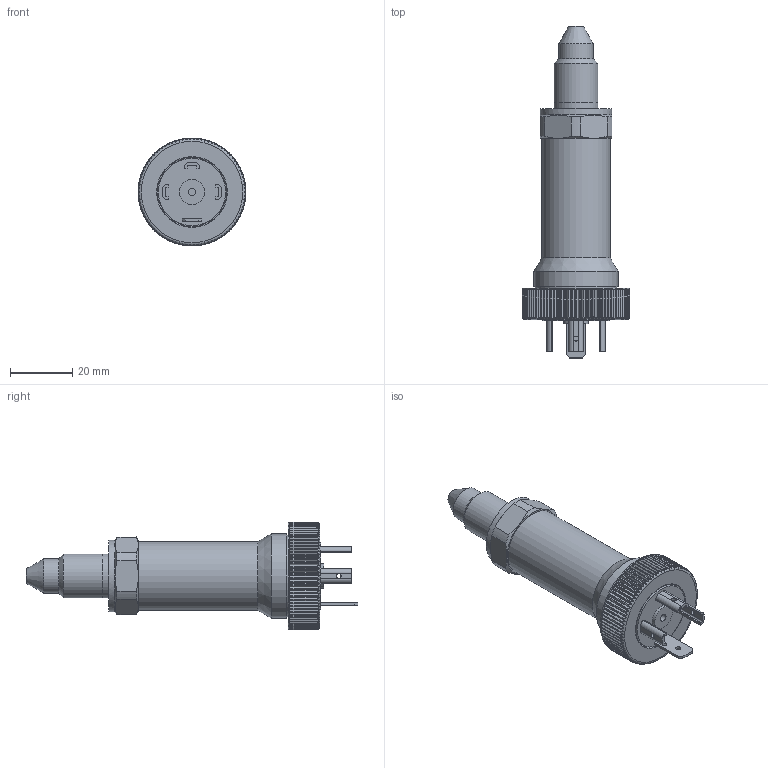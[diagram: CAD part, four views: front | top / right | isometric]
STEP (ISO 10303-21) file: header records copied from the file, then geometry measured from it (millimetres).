
FILE_DESCRIPTION( ( 'Unknown' ), '1' );
FILE_NAME( 'PBMx_xxxxxxxx4408xxx.stp', 'Unknown', ( 'Unknown' ), ( 'Unknown' ), 'PSStep 15.0.49', 'Unknown', ' ' );
FILE_SCHEMA( ( 'AUTOMOTIVE_DESIGN { 1 0 10303 214 1 1 1 1 }' ) );
Length unit declared in the file: millimetre
Products named in the file (1): 11016276
Bounding box: 34.5 x 106.35 x 34.5 mm (x, y, z)
Volume: 36489 mm3; surface area: 9231.2 mm2
Topology: 1 solids, 1 shells, 365 faces, 1046 edges, 696 vertices
Faces by surface type: plane 321, cylinder 35, cone 5, torus 4
Full cylindrical faces by diameter (mm): 1.6 x4, 2.459 x1, 3.2 x1, 8 x1, 11 x1, 14 x2, 21.5 x1, 22 x2, 22.9 x1, 26 x1, 27 x1, 34.5 x1
Entity records: 15482 total; most frequent: CARTESIAN_POINT 3274, ORIENTED_EDGE 2020, DIRECTION 1804, EDGE_CURVE 1010, VERTEX_POINT 686, AXIS2_PLACEMENT_3D 620, LINE 564, VECTOR 564
